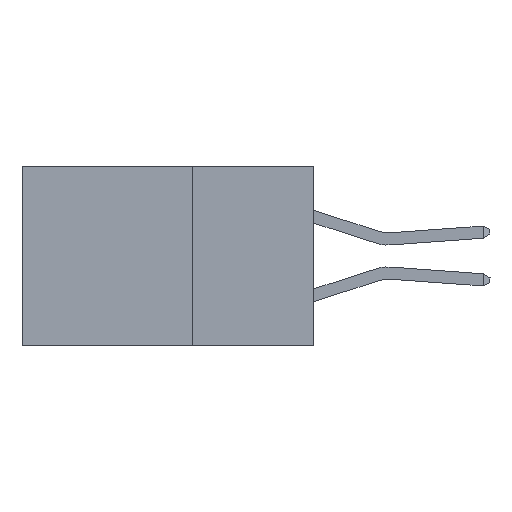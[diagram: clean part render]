
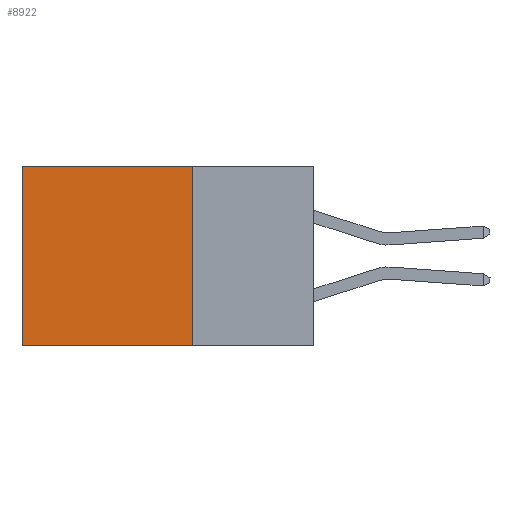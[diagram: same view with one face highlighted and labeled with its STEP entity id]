
A CAD part, left-side view. The second image highlights one B-rep face of the part: STEP entity #8922.
In plain terms, the highlighted planar face has unit normal (-1, 0, 0).
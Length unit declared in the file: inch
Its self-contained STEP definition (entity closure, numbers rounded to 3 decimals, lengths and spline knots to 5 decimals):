
#184 = LINE ( 'NONE', #2964, #7901 ) ;
#318 = EDGE_CURVE ( 'NONE', #4756, #7145, #184, .T. ) ;
#608 = LINE ( 'NONE', #3254, #10898 ) ;
#1260 = EDGE_CURVE ( 'NONE', #8270, #7145, #2920, .T. ) ;
#1388 = VERTEX_POINT ( 'NONE', #7838 ) ;
#1728 = CARTESIAN_POINT ( 'NONE',  ( 0.2875, 0.25, 0. ) ) ;
#1920 = EDGE_CURVE ( 'NONE', #1388, #4756, #608, .T. ) ;
#1958 = ORIENTED_EDGE ( 'NONE', *, *, #1260, .T. ) ;
#1986 = DIRECTION ( 'NONE',  ( 0., 0., -1. ) ) ;
#2920 = LINE ( 'NONE', #9320, #3544 ) ;
#2964 = CARTESIAN_POINT ( 'NONE',  ( 0.2875, 0.25, -0.37 ) ) ;
#3254 = CARTESIAN_POINT ( 'NONE',  ( 0.2875, 0.25, 0. ) ) ;
#3544 = VECTOR ( 'NONE', #1986, 39.37008 ) ;
#3571 = VECTOR ( 'NONE', #3600, 39.37008 ) ;
#3600 = DIRECTION ( 'NONE',  ( 0., 1., 0. ) ) ;
#3782 = CARTESIAN_POINT ( 'NONE',  ( 0.2875, 0.6, -0.37 ) ) ;
#3934 = DIRECTION ( 'NONE',  ( 0., 1., 0. ) ) ;
#4756 = VERTEX_POINT ( 'NONE', #7953 ) ;
#4806 = DIRECTION ( 'NONE',  ( 0., 0., -1. ) ) ;
#5247 = DIRECTION ( 'NONE',  ( 0., 0., -1. ) ) ;
#5571 = CARTESIAN_POINT ( 'NONE',  ( 0.2875, 0.25, 0. ) ) ;
#5599 = ORIENTED_EDGE ( 'NONE', *, *, #1920, .F. ) ;
#7145 = VERTEX_POINT ( 'NONE', #3782 ) ;
#7598 = ORIENTED_EDGE ( 'NONE', *, *, #318, .F. ) ;
#7838 = CARTESIAN_POINT ( 'NONE',  ( 0.2875, 0.25, 0. ) ) ;
#7901 = VECTOR ( 'NONE', #3934, 39.37008 ) ;
#7953 = CARTESIAN_POINT ( 'NONE',  ( 0.2875, 0.25, -0.37 ) ) ;
#8163 = EDGE_CURVE ( 'NONE', #1388, #8270, #8810, .T. ) ;
#8270 = VERTEX_POINT ( 'NONE', #12496 ) ;
#8810 = LINE ( 'NONE', #5571, #3571 ) ;
#8922 = ADVANCED_FACE ( 'NONE', ( #10188 ), #9696, .F. ) ;
#8992 = EDGE_LOOP ( 'NONE', ( #1958, #7598, #5599, #11390 ) ) ;
#9320 = CARTESIAN_POINT ( 'NONE',  ( 0.2875, 0.6, 0. ) ) ;
#9696 = PLANE ( 'NONE',  #11516 ) ;
#10188 = FACE_OUTER_BOUND ( 'NONE', #8992, .T. ) ;
#10666 = DIRECTION ( 'NONE',  ( 1., 0., 0. ) ) ;
#10898 = VECTOR ( 'NONE', #5247, 39.37008 ) ;
#11390 = ORIENTED_EDGE ( 'NONE', *, *, #8163, .T. ) ;
#11516 = AXIS2_PLACEMENT_3D ( 'NONE', #1728, #10666, #4806 ) ;
#12496 = CARTESIAN_POINT ( 'NONE',  ( 0.2875, 0.6, 0. ) ) ;
